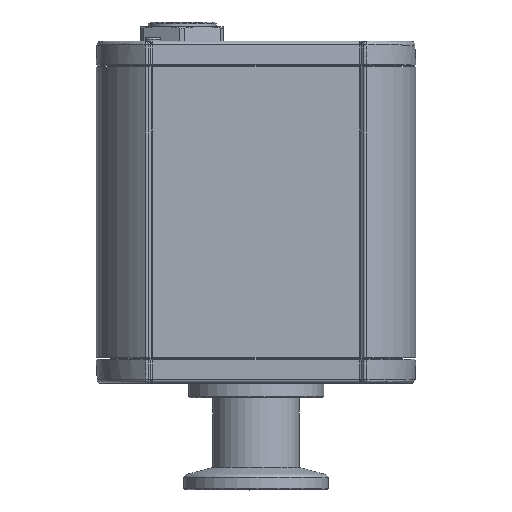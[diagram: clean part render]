
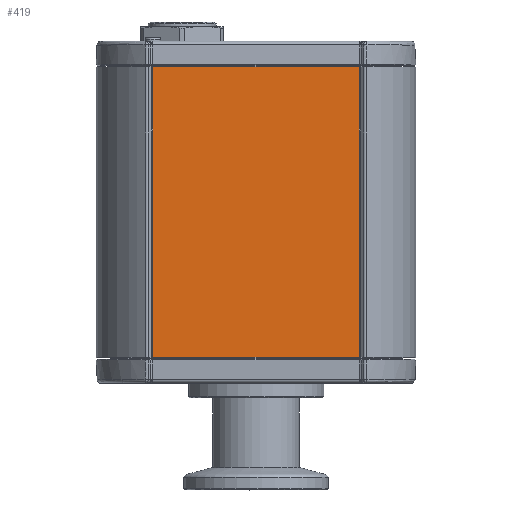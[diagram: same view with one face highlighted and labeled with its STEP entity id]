
A CAD part, top view. The second image highlights one B-rep face of the part: STEP entity #419.
In plain terms, the highlighted planar face has unit normal (0, 0, 1).
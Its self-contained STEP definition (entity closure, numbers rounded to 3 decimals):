
#101=CARTESIAN_POINT('',(21.32,-60.0,18.));
#102=VERTEX_POINT('',#101);
#110=CARTESIAN_POINT('',(-21.32,-60.0,18.));
#111=VERTEX_POINT('',#110);
#112=CARTESIAN_POINT('',(-21.32,-60.0,18.));
#113=DIRECTION('',(1.0,0.0,0.0));
#114=VECTOR('',#113,42.639);
#115=LINE('',#112,#114);
#116=EDGE_CURVE('',#111,#102,#115,.T.);
#231=CARTESIAN_POINT('',(-21.32,0.0,18.));
#232=VERTEX_POINT('',#231);
#240=CARTESIAN_POINT('',(21.32,0.0,18.));
#241=VERTEX_POINT('',#240);
#242=CARTESIAN_POINT('',(-21.32,0.0,18.));
#243=DIRECTION('',(1.0,0.0,0.0));
#244=VECTOR('',#243,42.639);
#245=LINE('',#242,#244);
#246=EDGE_CURVE('',#232,#241,#245,.T.);
#398=CARTESIAN_POINT('',(-21.527,-60.0,18.));
#399=DIRECTION('',(0.0,0.0,1.0));
#400=DIRECTION('',(1.0,0.0,0.0));
#401=AXIS2_PLACEMENT_3D('',#398,#399,#400);
#402=PLANE('',#401);
#403=ORIENTED_EDGE('',*,*,#246,.F.);
#404=CARTESIAN_POINT('',(-21.32,0.0,18.));
#405=DIRECTION('',(0.0,-1.0,0.0));
#406=VECTOR('',#405,60.0);
#407=LINE('',#404,#406);
#408=EDGE_CURVE('',#232,#111,#407,.T.);
#409=ORIENTED_EDGE('',*,*,#408,.T.);
#410=ORIENTED_EDGE('',*,*,#116,.T.);
#411=CARTESIAN_POINT('',(21.32,-60.0,18.));
#412=DIRECTION('',(0.0,1.0,0.0));
#413=VECTOR('',#412,60.0);
#414=LINE('',#411,#413);
#415=EDGE_CURVE('',#102,#241,#414,.T.);
#416=ORIENTED_EDGE('',*,*,#415,.T.);
#417=EDGE_LOOP('',(#403,#409,#410,#416));
#418=FACE_OUTER_BOUND('',#417,.T.);
#419=ADVANCED_FACE('',(#418),#402,.T.);
